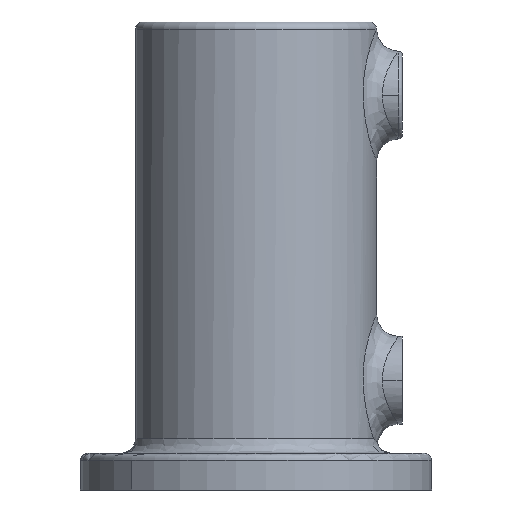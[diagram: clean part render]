
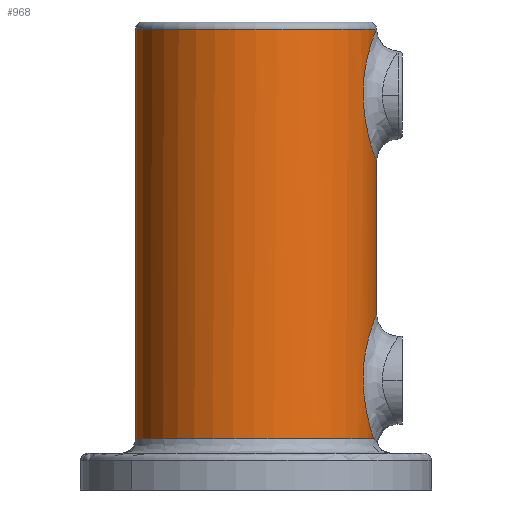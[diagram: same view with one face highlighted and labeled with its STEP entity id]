
A CAD part, front view. The second image highlights one B-rep face of the part: STEP entity #968.
In plain terms, the highlighted cylindrical face has radius 26.162 mm (diameter 52.324 mm), a partial arc.
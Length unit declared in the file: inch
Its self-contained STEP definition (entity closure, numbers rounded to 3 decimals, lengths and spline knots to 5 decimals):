
#738=CARTESIAN_POINT('',(-1.03,0.,3.9375));
#739=VERTEX_POINT('',#738);
#756=CARTESIAN_POINT('',(1.03,0.,3.9375));
#757=VERTEX_POINT('',#756);
#901=CARTESIAN_POINT('',(0.0,0.0,0.3125));
#902=DIRECTION('',(0.0,0.0,1.0));
#903=DIRECTION('',(-1.0,0.0,0.0));
#904=AXIS2_PLACEMENT_3D('',#901,#902,#903);
#905=CYLINDRICAL_SURFACE('',#904,1.03);
#906=CARTESIAN_POINT('',(-1.03,0.,0.4375));
#907=VERTEX_POINT('',#906);
#908=CARTESIAN_POINT('',(-1.03,0.,0.4375));
#909=DIRECTION('',(0.0,0.0,1.0));
#910=VECTOR('',#909,3.5);
#911=LINE('',#908,#910);
#912=EDGE_CURVE('',#907,#739,#911,.T.);
#913=ORIENTED_EDGE('',*,*,#912,.F.);
#914=CARTESIAN_POINT('',(1.00666,-0.21801,0.4375));
#915=VERTEX_POINT('',#914);
#916=CARTESIAN_POINT('',(0.0,0.0,0.4375));
#917=DIRECTION('',(0.0,0.0,-1.0));
#918=DIRECTION('',(-1.0,0.0,0.0));
#919=AXIS2_PLACEMENT_3D('',#916,#917,#918);
#920=CIRCLE('',#919,1.03);
#921=EDGE_CURVE('',#915,#907,#920,.T.);
#922=ORIENTED_EDGE('',*,*,#921,.F.);
#923=CARTESIAN_POINT('',(1.03,0.0,1.5));
#924=VERTEX_POINT('',#923);
#925=CARTESIAN_POINT('',(1.00628,-0.21798,0.43795));
#926=CARTESIAN_POINT('',(1.00264,-0.23579,0.44854));
#927=CARTESIAN_POINT('',(0.9986,-0.25293,0.46046));
#928=CARTESIAN_POINT('',(0.95106,-0.42853,0.60286));
#929=CARTESIAN_POINT('',(0.89616,-0.51105,0.86061));
#930=CARTESIAN_POINT('',(0.94889,-0.40514,1.31914));
#931=CARTESIAN_POINT('',(1.02754,-0.21852,1.49369));
#932=CARTESIAN_POINT('',(1.02998,-0.00796,1.49994));
#933=CARTESIAN_POINT('',(1.03,-0.00397,1.5));
#934=CARTESIAN_POINT('',(1.03,0.0,1.5));
#935=B_SPLINE_CURVE_WITH_KNOTS('',3,(#925,#926,#927,#928,#929,#930,#931,#932,#933,#934),.UNSPECIFIED.,.F.,.U.,(4,2,2,2,4),(1.88494,2.00154,3.14183,4.32492,4.34773),.UNSPECIFIED.);
#936=EDGE_CURVE('',#924,#915,#935,.F.);
#937=ORIENTED_EDGE('',*,*,#936,.F.);
#938=CARTESIAN_POINT('',(1.03,0.0,2.8125));
#939=VERTEX_POINT('',#938);
#940=CARTESIAN_POINT('',(1.03,0.0,2.8125));
#941=DIRECTION('',(0.0,0.0,-1.0));
#942=VECTOR('',#941,1.3125);
#943=LINE('',#940,#942);
#944=EDGE_CURVE('',#939,#924,#943,.T.);
#945=ORIENTED_EDGE('',*,*,#944,.F.);
#946=CARTESIAN_POINT('',(1.03,0.0,2.8125));
#947=CARTESIAN_POINT('',(1.03,-0.09609,2.8125));
#948=CARTESIAN_POINT('',(1.01508,-0.1921,2.84863));
#949=CARTESIAN_POINT('',(0.95106,-0.42851,3.04035));
#950=CARTESIAN_POINT('',(0.89616,-0.51104,3.29809));
#951=CARTESIAN_POINT('',(0.94888,-0.40516,3.75662));
#952=CARTESIAN_POINT('',(1.02753,-0.21852,3.93119));
#953=CARTESIAN_POINT('',(1.02998,-0.00796,3.93744));
#954=CARTESIAN_POINT('',(1.02999,-0.00398,3.93749));
#955=CARTESIAN_POINT('',(1.02998,-0.00001,3.93748));
#956=B_SPLINE_CURVE_WITH_KNOTS('',3,(#946,#947,#948,#949,#950,#951,#952,#953,#954,#955),.UNSPECIFIED.,.F.,.U.,(4,2,2,2,4),(1.4495,2.00154,3.14178,4.32491,4.34773),.UNSPECIFIED.);
#957=EDGE_CURVE('',#757,#939,#956,.F.);
#958=ORIENTED_EDGE('',*,*,#957,.F.);
#959=CARTESIAN_POINT('',(0.0,0.0,3.9375));
#960=DIRECTION('',(0.0,0.0,1.0));
#961=DIRECTION('',(-1.0,0.0,0.0));
#962=AXIS2_PLACEMENT_3D('',#959,#960,#961);
#963=CIRCLE('',#962,1.03);
#964=EDGE_CURVE('',#739,#757,#963,.T.);
#965=ORIENTED_EDGE('',*,*,#964,.F.);
#966=EDGE_LOOP('',(#913,#922,#937,#945,#958,#965));
#967=FACE_OUTER_BOUND('',#966,.T.);
#968=ADVANCED_FACE('',(#967),#905,.T.);
